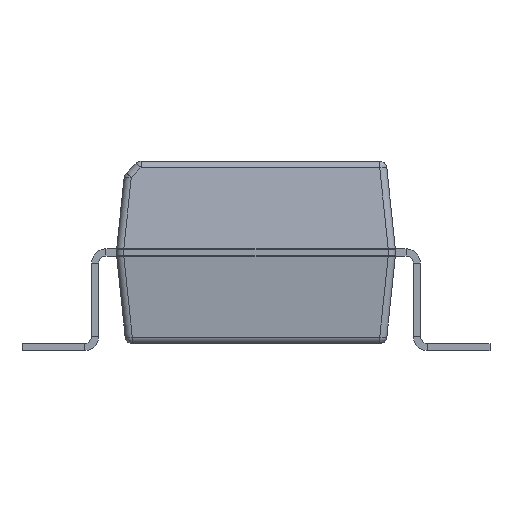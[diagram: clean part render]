
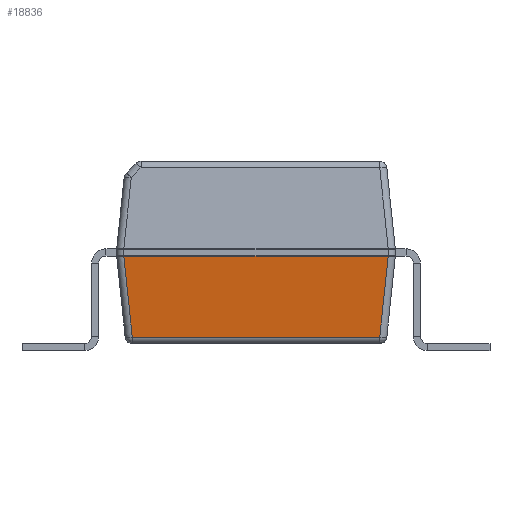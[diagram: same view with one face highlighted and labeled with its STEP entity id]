
A CAD part, front view. The second image highlights one B-rep face of the part: STEP entity #18836.
In plain terms, the highlighted planar face has unit normal (0, -0.995, -0.104).
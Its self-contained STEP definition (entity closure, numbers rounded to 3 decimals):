
#1107 = VERTEX_POINT ( 'NONE', #30673 ) ;
#2754 = EDGE_LOOP ( 'NONE', ( #35373, #19022, #18914, #11180 ) ) ;
#4849 = EDGE_CURVE ( 'NONE', #23487, #21201, #26855, .T. ) ;
#4909 = EDGE_CURVE ( 'NONE', #21644, #23487, #31865, .T. ) ;
#6389 = PLANE ( 'NONE',  #16461 ) ;
#6773 = CARTESIAN_POINT ( 'NONE',  ( -1.95, -5.25, 1.325 ) ) ;
#10839 = CARTESIAN_POINT ( 'NONE',  ( 1.731, -5.131, 0.19 ) ) ;
#11180 = ORIENTED_EDGE ( 'NONE', *, *, #4909, .F. ) ;
#12117 = CARTESIAN_POINT ( 'NONE',  ( -1.852, -5.251, 1.335 ) ) ;
#13155 = VECTOR ( 'NONE', #32231, 1000. ) ;
#13533 = DIRECTION ( 'NONE',  ( 1., 0., 0. ) ) ;
#16461 = AXIS2_PLACEMENT_3D ( 'NONE', #6773, #27928, #27729 ) ;
#16554 = CARTESIAN_POINT ( 'NONE',  ( -1.821, -5.131, 0.19 ) ) ;
#16835 = CARTESIAN_POINT ( 'NONE',  ( -1.95, -5.249, 1.32 ) ) ;
#18836 = ADVANCED_FACE ( 'NONE', ( #21565 ), #6389, .T. ) ;
#18914 = ORIENTED_EDGE ( 'NONE', *, *, #4849, .F. ) ;
#19022 = ORIENTED_EDGE ( 'NONE', *, *, #28554, .T. ) ;
#21201 = VERTEX_POINT ( 'NONE', #10839 ) ;
#21565 = FACE_OUTER_BOUND ( 'NONE', #2754, .T. ) ;
#21644 = VERTEX_POINT ( 'NONE', #22484 ) ;
#22484 = CARTESIAN_POINT ( 'NONE',  ( -1.85, -5.249, 1.32 ) ) ;
#22603 = EDGE_CURVE ( 'NONE', #21644, #1107, #33344, .T. ) ;
#22716 = VECTOR ( 'NONE', #39437, 1000. ) ;
#23487 = VERTEX_POINT ( 'NONE', #32881 ) ;
#23831 = CARTESIAN_POINT ( 'NONE',  ( 1.852, -5.251, 1.335 ) ) ;
#26855 = LINE ( 'NONE', #23831, #22716 ) ;
#27729 = DIRECTION ( 'NONE',  ( 0., 0.105, -0.995 ) ) ;
#27928 = DIRECTION ( 'NONE',  ( 0., -0.995, -0.105 ) ) ;
#28554 = EDGE_CURVE ( 'NONE', #1107, #21201, #31160, .T. ) ;
#30673 = CARTESIAN_POINT ( 'NONE',  ( -1.731, -5.131, 0.19 ) ) ;
#30684 = VECTOR ( 'NONE', #33135, 1000. ) ;
#31160 = LINE ( 'NONE', #16554, #31626 ) ;
#31626 = VECTOR ( 'NONE', #13533, 1000. ) ;
#31865 = LINE ( 'NONE', #16835, #13155 ) ;
#32231 = DIRECTION ( 'NONE',  ( 1., 0., 0. ) ) ;
#32881 = CARTESIAN_POINT ( 'NONE',  ( 1.85, -5.249, 1.32 ) ) ;
#33135 = DIRECTION ( 'NONE',  ( 0.104, 0.104, -0.989 ) ) ;
#33344 = LINE ( 'NONE', #12117, #30684 ) ;
#35373 = ORIENTED_EDGE ( 'NONE', *, *, #22603, .T. ) ;
#39437 = DIRECTION ( 'NONE',  ( -0.104, 0.104, -0.989 ) ) ;
